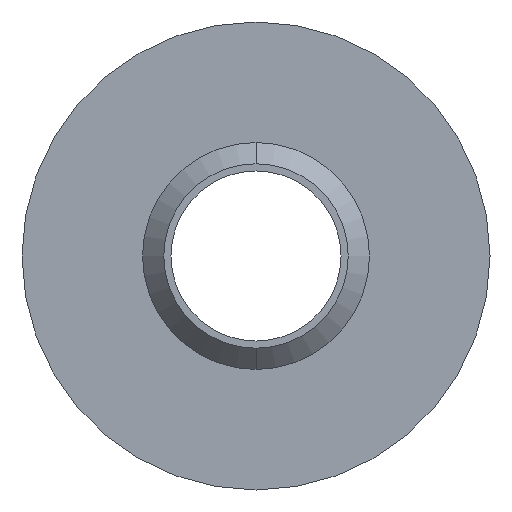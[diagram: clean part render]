
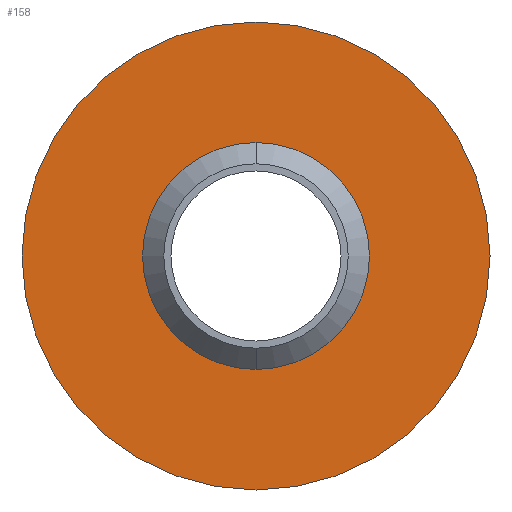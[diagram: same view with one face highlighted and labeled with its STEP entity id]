
A CAD part, front view. The second image highlights one B-rep face of the part: STEP entity #158.
In plain terms, the highlighted planar face has unit normal (0, -1, 0).
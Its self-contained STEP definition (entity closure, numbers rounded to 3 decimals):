
#2 = CARTESIAN_POINT ( 'NONE',  ( 0., 0., 0. ) ) ;
#15 = VERTEX_POINT ( 'NONE', #211 ) ;
#19 = CIRCLE ( 'NONE', #168, 8.25 ) ;
#30 = CARTESIAN_POINT ( 'NONE',  ( 0., 0., 0. ) ) ;
#62 = EDGE_CURVE ( 'NONE', #15, #468, #286, .T. ) ;
#68 = DIRECTION ( 'NONE',  ( 0., 0., 1. ) ) ;
#98 = CARTESIAN_POINT ( 'NONE',  ( 0., 0., 0. ) ) ;
#103 = DIRECTION ( 'NONE',  ( 0., 0., 1. ) ) ;
#106 = AXIS2_PLACEMENT_3D ( 'NONE', #30, #344, #68 ) ;
#117 = CARTESIAN_POINT ( 'NONE',  ( 0., 0., -4. ) ) ;
#147 = ORIENTED_EDGE ( 'NONE', *, *, #445, .T. ) ;
#158 = ADVANCED_FACE ( 'NONE', ( #477, #399 ), #214, .F. ) ;
#168 = AXIS2_PLACEMENT_3D ( 'NONE', #241, #198, #476 ) ;
#173 = EDGE_CURVE ( 'NONE', #294, #263, #234, .T. ) ;
#198 = DIRECTION ( 'NONE',  ( 0., 1., 0. ) ) ;
#211 = CARTESIAN_POINT ( 'NONE',  ( 0., 0., 4. ) ) ;
#214 = PLANE ( 'NONE',  #430 ) ;
#227 = AXIS2_PLACEMENT_3D ( 'NONE', #2, #405, #276 ) ;
#234 = CIRCLE ( 'NONE', #106, 8.25 ) ;
#241 = CARTESIAN_POINT ( 'NONE',  ( 0., 0., 0. ) ) ;
#256 = ORIENTED_EDGE ( 'NONE', *, *, #373, .F. ) ;
#263 = VERTEX_POINT ( 'NONE', #350 ) ;
#276 = DIRECTION ( 'NONE',  ( 0., 0., 1. ) ) ;
#285 = CIRCLE ( 'NONE', #227, 4. ) ;
#286 = CIRCLE ( 'NONE', #332, 4. ) ;
#287 = ORIENTED_EDGE ( 'NONE', *, *, #62, .T. ) ;
#294 = VERTEX_POINT ( 'NONE', #312 ) ;
#305 = ORIENTED_EDGE ( 'NONE', *, *, #173, .F. ) ;
#312 = CARTESIAN_POINT ( 'NONE',  ( 0., 0., -8.25 ) ) ;
#332 = AXIS2_PLACEMENT_3D ( 'NONE', #98, #381, #103 ) ;
#344 = DIRECTION ( 'NONE',  ( 0., 1., 0. ) ) ;
#345 = DIRECTION ( 'NONE',  ( 0., 0., 1. ) ) ;
#348 = EDGE_LOOP ( 'NONE', ( #305, #256 ) ) ;
#350 = CARTESIAN_POINT ( 'NONE',  ( 0., 0., 8.25 ) ) ;
#353 = EDGE_LOOP ( 'NONE', ( #287, #147 ) ) ;
#373 = EDGE_CURVE ( 'NONE', #263, #294, #19, .T. ) ;
#381 = DIRECTION ( 'NONE',  ( 0., 1., 0. ) ) ;
#399 = FACE_OUTER_BOUND ( 'NONE', #348, .T. ) ;
#405 = DIRECTION ( 'NONE',  ( 0., 1., 0. ) ) ;
#430 = AXIS2_PLACEMENT_3D ( 'NONE', #492, #464, #345 ) ;
#445 = EDGE_CURVE ( 'NONE', #468, #15, #285, .T. ) ;
#464 = DIRECTION ( 'NONE',  ( 0., 1., 0. ) ) ;
#468 = VERTEX_POINT ( 'NONE', #117 ) ;
#476 = DIRECTION ( 'NONE',  ( 0., 0., 1. ) ) ;
#477 = FACE_BOUND ( 'NONE', #353, .T. ) ;
#492 = CARTESIAN_POINT ( 'NONE',  ( 0., 0., 0. ) ) ;
